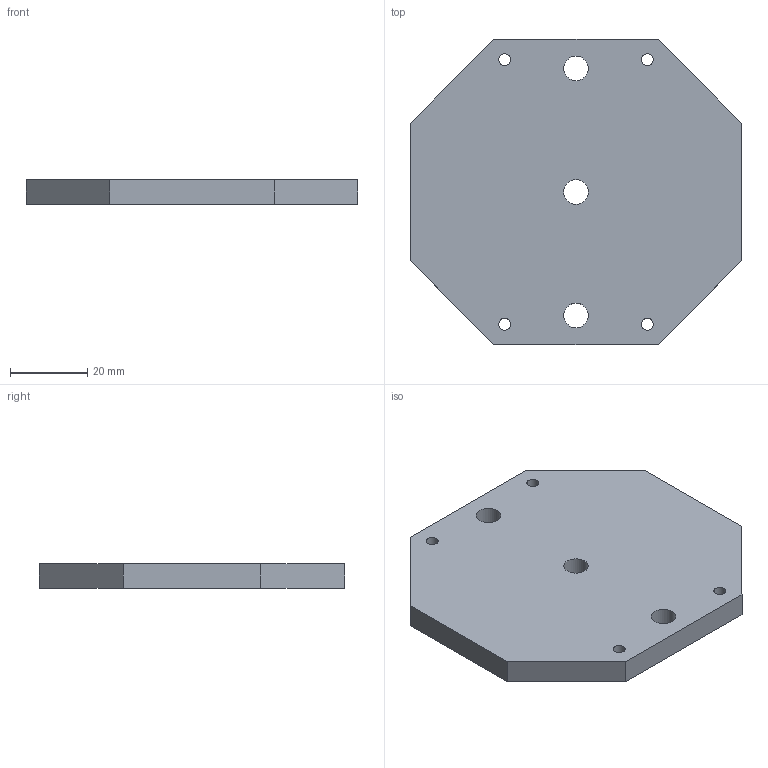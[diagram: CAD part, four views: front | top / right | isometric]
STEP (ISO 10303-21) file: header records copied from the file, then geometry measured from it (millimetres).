
FILE_DESCRIPTION(/* description */ ('CAx-IF Rec.Pracs.---Representation and Presentation of Product Manufacturing Information (PMI)---4.0---2014-10-13','CAx-IF Rec.Pracs.---3D Tessellated Geometry---0.4---2014-09-14','2;1'),/* implementation_level */ '2;1');
FILE_NAME(/* name */ 'mounting-rod-assembly_base-plate',/* time_stamp */ '2022-03-04T15:53:38-06:00',/* author */ (''),/* organization */ (''),/* preprocessor_version */ 'ST-DEVELOPER v16.7',/* originating_system */ 'SIEMENS PLM Software NX 1934',/* authorisation */ $);
FILE_SCHEMA (('AP242_MANAGED_MODEL_BASED_3D_ENGINEERING_MIM_LF { 1 0 10303 442 1 1 4 }'));
Length unit declared in the file: millimetre
Products named in the file (1): mounting-rod-assembly_base-plate
Bounding box: 85.98 x 79.06 x 6.35 mm (x, y, z)
Volume: 36380.7 mm3; surface area: 13858.8 mm2
Topology: 1 solids, 1 shells, 17 faces, 45 edges, 30 vertices
Faces by surface type: plane 10, cylinder 7
Full cylindrical faces by diameter (mm): 3.1 x4, 6.35 x3
Entity records: 663 total; most frequent: CARTESIAN_POINT 110, DIRECTION 104, ORIENTED_EDGE 76, AXIS2_PLACEMENT_3D 48, EDGE_CURVE 38, EDGE_LOOP 38, FACE_BOUND 38, VERTEX_POINT 30
